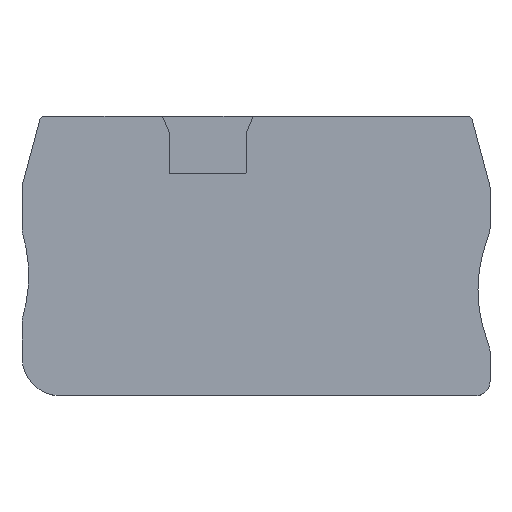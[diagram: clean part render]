
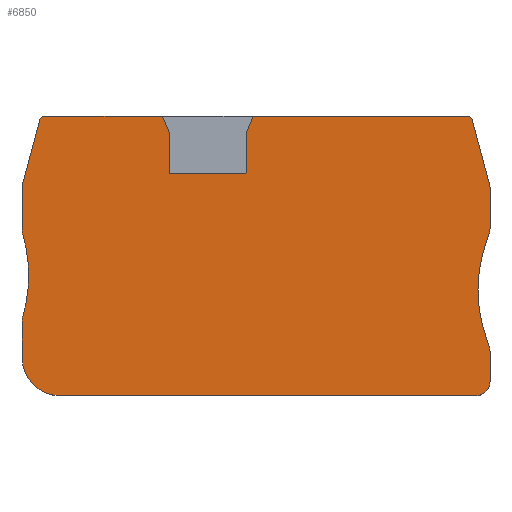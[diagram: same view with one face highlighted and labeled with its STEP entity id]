
A CAD part, top view. The second image highlights one B-rep face of the part: STEP entity #6850.
In plain terms, the highlighted planar face has unit normal (0, 0, 1).
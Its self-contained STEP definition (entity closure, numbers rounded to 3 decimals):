
#100=CARTESIAN_POINT('',(34.73,-15.15,
2.2));
#110=VERTEX_POINT('',#100);
#160=CARTESIAN_POINT('',(47.92,-15.15,2.2));
#170=DIRECTION('',(-1.,0.,0.));
#180=VECTOR('',#170,1.);
#190=LINE('',#160,#180);
#200=CARTESIAN_POINT('',(27.13,-15.15,
2.2));
#210=VERTEX_POINT('',#200);
#220=EDGE_CURVE('',#110,#210,#190,.T.);
#530=CARTESIAN_POINT('',(13.63,-20.903,
2.2));
#540=DIRECTION('',(0.,0.,1.));
#550=DIRECTION('',(1.,0.,0.));
#560=AXIS2_PLACEMENT_3D('',#530,#540,#550);
#570=CIRCLE('',#560,2.);
#580=CARTESIAN_POINT('',(11.63,-20.903,
2.2));
#590=VERTEX_POINT('',#580);
#600=CARTESIAN_POINT('',(11.711,-21.467,
2.2));
#610=VERTEX_POINT('',#600);
#620=EDGE_CURVE('',#590,#610,#570,.T.);
#1020=CARTESIAN_POINT('',(13.974,-9.65,
2.2));
#1030=DIRECTION('',(0.,0.,1.));
#1040=DIRECTION('',(1.,0.,0.));
#1050=AXIS2_PLACEMENT_3D('',#1020,#1030,#1040);
#1060=CIRCLE('',#1050,0.5);
#1070=CARTESIAN_POINT('',(13.974,-9.15,
2.2));
#1080=VERTEX_POINT('',#1070);
#1090=CARTESIAN_POINT('',(13.491,-9.521,
2.2));
#1100=VERTEX_POINT('',#1090);
#1110=EDGE_CURVE('',#1080,#1100,#1060,.T.);
#2140=CARTESIAN_POINT('',(34.93,-10.85,
2.2));
#2150=VERTEX_POINT('',#2140);
#2180=CARTESIAN_POINT('',(34.93,-33.886,2.2))
;
#2190=DIRECTION('',(0.,-1.,0.));
#2200=VECTOR('',#2190,1.);
#2210=LINE('',#2180,#2200);
#2220=CARTESIAN_POINT('',(34.93,-14.95,
2.2));
#2230=VERTEX_POINT('',#2220);
#2240=EDGE_CURVE('',#2150,#2230,#2210,.T.);
#2560=CARTESIAN_POINT('',(6.962,-33.886,2.2))
;
#2570=DIRECTION('',(-0.259,-0.966,0.));
#2580=VECTOR('',#2570,1.);
#2590=LINE('',#2560,#2580);
#2600=CARTESIAN_POINT('',(11.647,-16.402,
2.2));
#2610=VERTEX_POINT('',#2600);
#2620=EDGE_CURVE('',#1100,#2610,#2590,.T.);
#2990=CARTESIAN_POINT('',(15.63,-38.2,
2.2));
#3000=VERTEX_POINT('',#2990);
#3030=CARTESIAN_POINT('',(47.92,-38.2,2.2))
;
#3040=DIRECTION('',(1.,0.,0.));
#3050=VECTOR('',#3040,1.);
#3060=LINE('',#3030,#3050);
#3070=CARTESIAN_POINT('',(58.73,-38.2,
2.2));
#3080=VERTEX_POINT('',#3070);
#3090=EDGE_CURVE('',#3000,#3080,#3060,.T.);
#3440=CARTESIAN_POINT('',(11.63,-16.531,
2.2));
#3450=VERTEX_POINT('',#3440);
#3480=CARTESIAN_POINT('',(11.63,-33.886,2.2))
;
#3490=DIRECTION('',(0.,-1.,0.));
#3500=VECTOR('',#3490,1.);
#3510=LINE('',#3480,#3500);
#3520=EDGE_CURVE('',#3450,#590,#3510,.T.);
#3830=CARTESIAN_POINT('',(11.63,-34.2,
2.2));
#3840=VERTEX_POINT('',#3830);
#3870=CARTESIAN_POINT('',(15.63,-34.2,
2.2));
#3880=DIRECTION('',(0.,0.,-1.));
#3890=DIRECTION('',(-1.,0.,0.));
#3900=AXIS2_PLACEMENT_3D('',#3870,#3880,#3890);
#3910=CIRCLE('',#3900,4.);
#3920=EDGE_CURVE('',#3000,#3840,#3910,.T.);
#4180=CARTESIAN_POINT('',(12.13,-16.531,
2.2));
#4190=DIRECTION('',(0.,0.,-1.));
#4200=DIRECTION('',(-1.,0.,0.));
#4210=AXIS2_PLACEMENT_3D('',#4180,#4190,#4200);
#4220=CIRCLE('',#4210,0.5);
#4230=EDGE_CURVE('',#3450,#2610,#4220,.T.);
#5070=CARTESIAN_POINT('',(36.388,-15.191,
2.2));
#5080=DIRECTION('',(0.,0.,-1.));
#5090=DIRECTION('',(-1.,0.,0.));
#5100=AXIS2_PLACEMENT_3D('',#5070,#5080,#5090);
#5110=PLANE('',#5100);
#5120=ORIENTED_EDGE('',*,*,#3920,.F.);
#5130=CARTESIAN_POINT('',(11.63,-33.886,2.2))
;
#5140=DIRECTION('',(0.,-1.,0.));
#5150=VECTOR('',#5140,1.);
#5160=LINE('',#5130,#5150);
#5170=CARTESIAN_POINT('',(11.63,-30.497,
2.2));
#5180=VERTEX_POINT('',#5170);
#5190=EDGE_CURVE('',#5180,#3840,#5160,.T.);
#5200=ORIENTED_EDGE('',*,*,#5190,.T.);
#5210=CARTESIAN_POINT('',(13.63,-30.497,
2.2));
#5220=DIRECTION('',(0.,0.,1.));
#5230=DIRECTION('',(1.,0.,0.));
#5240=AXIS2_PLACEMENT_3D('',#5210,#5220,#5230);
#5250=CIRCLE('',#5240,2.);
#5260=CARTESIAN_POINT('',(11.711,-29.933,
2.2));
#5270=VERTEX_POINT('',#5260);
#5280=EDGE_CURVE('',#5270,#5180,#5250,.T.);
#5290=ORIENTED_EDGE('',*,*,#5280,.T.);
#5300=CARTESIAN_POINT('',(-2.679,-25.7,
2.2));
#5310=DIRECTION('',(0.,0.,1.));
#5320=DIRECTION('',(1.,0.,0.));
#5330=AXIS2_PLACEMENT_3D('',#5300,#5310,#5320);
#5340=CIRCLE('',#5330,15.);
#5350=CARTESIAN_POINT('',(12.321,-25.7,
2.2));
#5360=VERTEX_POINT('',#5350);
#5370=EDGE_CURVE('',#5270,#5360,#5340,.T.);
#5380=ORIENTED_EDGE('',*,*,#5370,.F.);
#5390=EDGE_CURVE('',#5360,#610,#5340,.T.);
#5400=ORIENTED_EDGE('',*,*,#5390,.F.);
#5410=ORIENTED_EDGE('',*,*,#620,.T.);
#5420=ORIENTED_EDGE('',*,*,#3520,.T.);
#5430=ORIENTED_EDGE('',*,*,#4230,.F.);
#5440=ORIENTED_EDGE('',*,*,#2620,.T.);
#5450=ORIENTED_EDGE('',*,*,#1110,.T.);
#5460=CARTESIAN_POINT('',(47.92,-9.15,2.2))
;
#5470=DIRECTION('',(-1.,0.,0.));
#5480=VECTOR('',#5470,1.);
#5490=LINE('',#5460,#5480);
#5500=CARTESIAN_POINT('',(26.211,-9.15,
2.2));
#5510=VERTEX_POINT('',#5500);
#5520=EDGE_CURVE('',#5510,#1080,#5490,.T.);
#5530=ORIENTED_EDGE('',*,*,#5520,.T.);
#5540=CARTESIAN_POINT('',(36.666,-33.886,2.2))
;
#5550=DIRECTION('',(-0.389,0.921,0.));
#5560=VECTOR('',#5550,1.);
#5570=LINE('',#5540,#5560);
#5580=CARTESIAN_POINT('',(26.93,-10.85,
2.2));
#5590=VERTEX_POINT('',#5580);
#5600=EDGE_CURVE('',#5590,#5510,#5570,.T.);
#5610=ORIENTED_EDGE('',*,*,#5600,.T.);
#5620=CARTESIAN_POINT('',(26.93,-33.886,2.2))
;
#5630=DIRECTION('',(0.,1.,0.));
#5640=VECTOR('',#5630,1.);
#5650=LINE('',#5620,#5640);
#5660=CARTESIAN_POINT('',(26.93,-14.95,
2.2));
#5670=VERTEX_POINT('',#5660);
#5680=EDGE_CURVE('',#5670,#5590,#5650,.T.);
#5690=ORIENTED_EDGE('',*,*,#5680,.T.);
#5700=CARTESIAN_POINT('',(27.13,-14.95,
2.2));
#5710=DIRECTION('',(0.,0.,-1.));
#5720=DIRECTION('',(-1.,0.,0.));
#5730=AXIS2_PLACEMENT_3D('',#5700,#5710,#5720);
#5740=CIRCLE('',#5730,0.2);
#5750=EDGE_CURVE('',#210,#5670,#5740,.T.);
#5760=ORIENTED_EDGE('',*,*,#5750,.T.);
#5770=ORIENTED_EDGE('',*,*,#220,.T.);
#5780=CARTESIAN_POINT('',(34.73,-14.95,
2.2));
#5790=DIRECTION('',(0.,0.,-1.));
#5800=DIRECTION('',(-1.,0.,0.));
#5810=AXIS2_PLACEMENT_3D('',#5780,#5790,#5800);
#5820=CIRCLE('',#5810,0.2);
#5830=EDGE_CURVE('',#2230,#110,#5820,.T.);
#5840=ORIENTED_EDGE('',*,*,#5830,.T.);
#5850=ORIENTED_EDGE('',*,*,#2240,.T.);
#5860=CARTESIAN_POINT('',(25.194,-33.886,2.2))
;
#5870=DIRECTION('',(-0.389,-0.921,0.));
#5880=VECTOR('',#5870,1.);
#5890=LINE('',#5860,#5880);
#5900=CARTESIAN_POINT('',(35.648,-9.15,
2.2));
#5910=VERTEX_POINT('',#5900);
#5920=EDGE_CURVE('',#5910,#2150,#5890,.T.);
#5930=ORIENTED_EDGE('',*,*,#5920,.T.);
#5940=CARTESIAN_POINT('',(47.92,-9.15,2.2))
;
#5950=DIRECTION('',(-1.,0.,0.));
#5960=VECTOR('',#5950,1.);
#5970=LINE('',#5940,#5960);
#5980=CARTESIAN_POINT('',(57.886,-9.15,
2.2));
#5990=VERTEX_POINT('',#5980);
#6000=EDGE_CURVE('',#5990,#5910,#5970,.T.);
#6010=ORIENTED_EDGE('',*,*,#6000,.T.);
#6020=CARTESIAN_POINT('',(57.886,-9.65,
2.2));
#6030=DIRECTION('',(0.,0.,1.));
#6040=DIRECTION('',(1.,0.,0.));
#6050=AXIS2_PLACEMENT_3D('',#6020,#6030,#6040);
#6060=CIRCLE('',#6050,0.5);
#6070=CARTESIAN_POINT('',(58.369,-9.521,
2.2));
#6080=VERTEX_POINT('',#6070);
#6090=EDGE_CURVE('',#6080,#5990,#6060,.T.);
#6100=ORIENTED_EDGE('',*,*,#6090,.T.);
#6110=CARTESIAN_POINT('',(64.898,-33.886,2.2))
;
#6120=DIRECTION('',(-0.259,0.966,0.));
#6130=VECTOR('',#6120,1.);
#6140=LINE('',#6110,#6130);
#6150=CARTESIAN_POINT('',(60.213,-16.402,
2.2));
#6160=VERTEX_POINT('',#6150);
#6170=EDGE_CURVE('',#6160,#6080,#6140,.T.);
#6180=ORIENTED_EDGE('',*,*,#6170,.T.);
#6190=CARTESIAN_POINT('',(59.73,-16.531,
2.2));
#6200=DIRECTION('',(0.,0.,-1.));
#6210=DIRECTION('',(-1.,0.,0.));
#6220=AXIS2_PLACEMENT_3D('',#6190,#6200,#6210);
#6230=CIRCLE('',#6220,0.5);
#6240=CARTESIAN_POINT('',(60.23,-16.531,
2.2));
#6250=VERTEX_POINT('',#6240);
#6260=EDGE_CURVE('',#6160,#6250,#6230,.T.);
#6270=ORIENTED_EDGE('',*,*,#6260,.F.);
#6280=CARTESIAN_POINT('',(60.23,-33.886,2.2))
;
#6290=DIRECTION('',(0.,1.,0.));
#6300=VECTOR('',#6290,1.);
#6310=LINE('',#6280,#6300);
#6320=CARTESIAN_POINT('',(60.23,-20.796,
2.2));
#6330=VERTEX_POINT('',#6320);
#6340=EDGE_CURVE('',#6330,#6250,#6310,.T.);
#6350=ORIENTED_EDGE('',*,*,#6340,.T.);
#6360=CARTESIAN_POINT('',(58.23,-20.796,
2.2));
#6370=DIRECTION('',(0.,0.,1.));
#6380=DIRECTION('',(1.,0.,0.));
#6390=AXIS2_PLACEMENT_3D('',#6360,#6370,#6380);
#6400=CIRCLE('',#6390,2.);
#6410=CARTESIAN_POINT('',(60.082,-21.55,
2.2));
#6420=VERTEX_POINT('',#6410);
#6430=EDGE_CURVE('',#6420,#6330,#6400,.T.);
#6440=ORIENTED_EDGE('',*,*,#6430,.T.);
#6450=CARTESIAN_POINT('',(73.977,-27.2,
2.2));
#6460=DIRECTION('',(0.,0.,1.));
#6470=DIRECTION('',(1.,0.,0.));
#6480=AXIS2_PLACEMENT_3D('',#6450,#6460,#6470);
#6490=CIRCLE('',#6480,15.);
#6500=CARTESIAN_POINT('',(58.977,-27.2,
2.2));
#6510=VERTEX_POINT('',#6500);
#6520=EDGE_CURVE('',#6420,#6510,#6490,.T.);
#6530=ORIENTED_EDGE('',*,*,#6520,.F.);
#6540=CARTESIAN_POINT('',(60.082,-32.85,
2.2));
#6550=VERTEX_POINT('',#6540);
#6560=EDGE_CURVE('',#6510,#6550,#6490,.T.);
#6570=ORIENTED_EDGE('',*,*,#6560,.F.);
#6580=CARTESIAN_POINT('',(58.23,-33.604,
2.2));
#6590=DIRECTION('',(0.,0.,1.));
#6600=DIRECTION('',(1.,0.,0.));
#6610=AXIS2_PLACEMENT_3D('',#6580,#6590,#6600);
#6620=CIRCLE('',#6610,2.);
#6630=CARTESIAN_POINT('',(60.23,-33.604,
2.2));
#6640=VERTEX_POINT('',#6630);
#6650=EDGE_CURVE('',#6640,#6550,#6620,.T.);
#6660=ORIENTED_EDGE('',*,*,#6650,.T.);
#6670=CARTESIAN_POINT('',(60.23,-33.886,2.2))
;
#6680=DIRECTION('',(0.,1.,0.));
#6690=VECTOR('',#6680,1.);
#6700=LINE('',#6670,#6690);
#6710=CARTESIAN_POINT('',(60.23,-36.7,
2.2));
#6720=VERTEX_POINT('',#6710);
#6730=EDGE_CURVE('',#6720,#6640,#6700,.T.);
#6740=ORIENTED_EDGE('',*,*,#6730,.T.);
#6750=CARTESIAN_POINT('',(58.73,-36.7,
2.2));
#6760=DIRECTION('',(0.,0.,-1.));
#6770=DIRECTION('',(-1.,0.,0.));
#6780=AXIS2_PLACEMENT_3D('',#6750,#6760,#6770);
#6790=CIRCLE('',#6780,1.5);
#6800=EDGE_CURVE('',#6720,#3080,#6790,.T.);
#6810=ORIENTED_EDGE('',*,*,#6800,.F.);
#6820=ORIENTED_EDGE('',*,*,#3090,.T.);
#6830=EDGE_LOOP('',(#6820,#6810,#6740,#6660,#6570,#6530,#6440,#6350,
#6270,#6180,#6100,#6010,#5930,#5850,#5840,#5770,#5760,#5690,#5610,#5530,
#5450,#5440,#5430,#5420,#5410,#5400,#5380,#5290,#5200,#5120));
#6840=FACE_OUTER_BOUND('',#6830,.T.);
#6850=ADVANCED_FACE('',(#6840),#5110,.F.);
